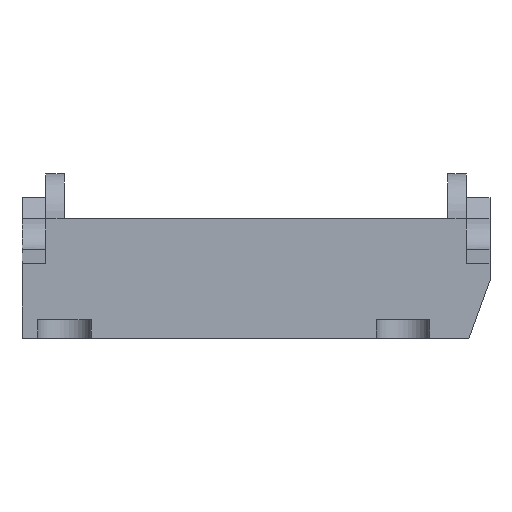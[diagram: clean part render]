
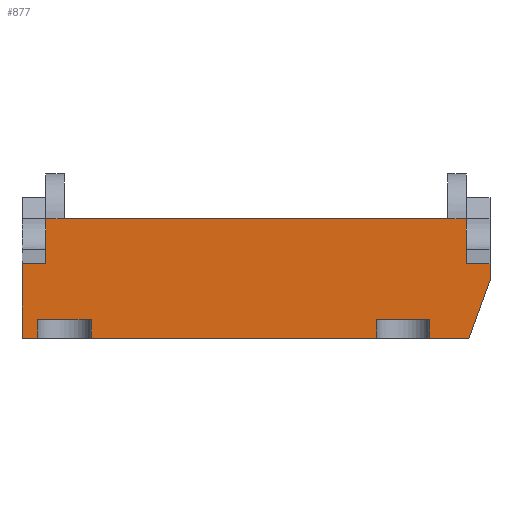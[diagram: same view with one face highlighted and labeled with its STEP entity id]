
A CAD part, left-side view. The second image highlights one B-rep face of the part: STEP entity #877.
In plain terms, the highlighted planar face has unit normal (-1, 0, 0).
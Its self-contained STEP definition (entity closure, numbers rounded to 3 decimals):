
#76=FACE_OUTER_BOUND('',#125,.T.);
#125=EDGE_LOOP('',(#621,#622,#623,#624,#625,#626,#627,#628,#629,#630,#631,
#632,#633,#634,#635,#636,#637,#638,#639));
#171=LINE('',#1277,#266);
#174=LINE('',#1288,#269);
#176=LINE('',#1291,#271);
#180=LINE('',#1305,#275);
#184=LINE('',#1312,#279);
#185=LINE('',#1314,#280);
#186=LINE('',#1317,#281);
#190=LINE('',#1324,#285);
#191=LINE('',#1325,#286);
#192=LINE('',#1332,#287);
#195=LINE('',#1338,#290);
#196=LINE('',#1340,#291);
#197=LINE('',#1342,#292);
#198=LINE('',#1344,#293);
#199=LINE('',#1346,#294);
#200=LINE('',#1348,#295);
#201=LINE('',#1350,#296);
#202=LINE('',#1352,#297);
#203=LINE('',#1353,#298);
#266=VECTOR('',#1016,10.);
#269=VECTOR('',#1027,10.);
#271=VECTOR('',#1031,10.);
#275=VECTOR('',#1043,10.);
#279=VECTOR('',#1049,10.);
#280=VECTOR('',#1052,10.);
#281=VECTOR('',#1055,10.);
#285=VECTOR('',#1059,10.);
#286=VECTOR('',#1060,10.);
#287=VECTOR('',#1067,10.);
#290=VECTOR('',#1072,10.);
#291=VECTOR('',#1073,10.);
#292=VECTOR('',#1074,10.);
#293=VECTOR('',#1075,10.);
#294=VECTOR('',#1076,10.);
#295=VECTOR('',#1077,10.);
#296=VECTOR('',#1078,10.);
#297=VECTOR('',#1079,10.);
#298=VECTOR('',#1080,10.);
#359=VERTEX_POINT('',#1271);
#361=VERTEX_POINT('',#1275);
#364=VERTEX_POINT('',#1285);
#365=VERTEX_POINT('',#1287);
#370=VERTEX_POINT('',#1302);
#371=VERTEX_POINT('',#1304);
#372=VERTEX_POINT('',#1308);
#373=VERTEX_POINT('',#1310);
#374=VERTEX_POINT('',#1316);
#377=VERTEX_POINT('',#1322);
#380=VERTEX_POINT('',#1331);
#382=VERTEX_POINT('',#1337);
#383=VERTEX_POINT('',#1339);
#384=VERTEX_POINT('',#1341);
#385=VERTEX_POINT('',#1343);
#386=VERTEX_POINT('',#1345);
#387=VERTEX_POINT('',#1347);
#388=VERTEX_POINT('',#1349);
#389=VERTEX_POINT('',#1351);
#445=EDGE_CURVE('',#359,#361,#171,.T.);
#450=EDGE_CURVE('',#365,#364,#174,.T.);
#452=EDGE_CURVE('',#361,#365,#176,.T.);
#458=EDGE_CURVE('',#371,#370,#180,.T.);
#462=EDGE_CURVE('',#372,#373,#184,.T.);
#463=EDGE_CURVE('',#373,#371,#185,.T.);
#464=EDGE_CURVE('',#359,#374,#186,.T.);
#468=EDGE_CURVE('',#377,#370,#190,.T.);
#469=EDGE_CURVE('',#372,#364,#191,.T.);
#472=EDGE_CURVE('',#377,#380,#192,.T.);
#475=EDGE_CURVE('',#382,#380,#195,.T.);
#476=EDGE_CURVE('',#383,#382,#196,.T.);
#477=EDGE_CURVE('',#384,#383,#197,.T.);
#478=EDGE_CURVE('',#384,#385,#198,.T.);
#479=EDGE_CURVE('',#386,#385,#199,.T.);
#480=EDGE_CURVE('',#387,#386,#200,.T.);
#481=EDGE_CURVE('',#388,#387,#201,.T.);
#482=EDGE_CURVE('',#388,#389,#202,.T.);
#483=EDGE_CURVE('',#374,#389,#203,.T.);
#621=ORIENTED_EDGE('',*,*,#450,.T.);
#622=ORIENTED_EDGE('',*,*,#469,.F.);
#623=ORIENTED_EDGE('',*,*,#462,.T.);
#624=ORIENTED_EDGE('',*,*,#463,.T.);
#625=ORIENTED_EDGE('',*,*,#458,.T.);
#626=ORIENTED_EDGE('',*,*,#468,.F.);
#627=ORIENTED_EDGE('',*,*,#472,.T.);
#628=ORIENTED_EDGE('',*,*,#475,.F.);
#629=ORIENTED_EDGE('',*,*,#476,.F.);
#630=ORIENTED_EDGE('',*,*,#477,.F.);
#631=ORIENTED_EDGE('',*,*,#478,.T.);
#632=ORIENTED_EDGE('',*,*,#479,.F.);
#633=ORIENTED_EDGE('',*,*,#480,.F.);
#634=ORIENTED_EDGE('',*,*,#481,.F.);
#635=ORIENTED_EDGE('',*,*,#482,.T.);
#636=ORIENTED_EDGE('',*,*,#483,.F.);
#637=ORIENTED_EDGE('',*,*,#464,.F.);
#638=ORIENTED_EDGE('',*,*,#445,.T.);
#639=ORIENTED_EDGE('',*,*,#452,.T.);
#837=PLANE('',#944);
#877=ADVANCED_FACE('',(#76),#837,.F.);
#944=AXIS2_PLACEMENT_3D('',#1336,#1070,#1071);
#1016=DIRECTION('',(0.,0.,1.));
#1027=DIRECTION('',(0.,0.,-1.));
#1031=DIRECTION('',(0.,-1.,0.));
#1043=DIRECTION('',(0.,0.,-1.));
#1049=DIRECTION('',(0.,0.,1.));
#1052=DIRECTION('',(0.,-1.,0.));
#1055=DIRECTION('',(0.,1.,0.));
#1059=DIRECTION('',(0.,1.,0.));
#1060=DIRECTION('',(0.,1.,0.));
#1067=DIRECTION('',(0.,-0.342,0.94));
#1070=DIRECTION('center_axis',(1.,0.,0.));
#1071=DIRECTION('ref_axis',(0.,0.,-1.));
#1072=DIRECTION('',(0.,0.,-1.));
#1073=DIRECTION('',(0.,-1.,0.));
#1074=DIRECTION('',(0.,0.,-1.));
#1075=DIRECTION('',(0.,1.,0.));
#1076=DIRECTION('',(0.,-1.,0.));
#1077=DIRECTION('',(0.,-1.,0.));
#1078=DIRECTION('',(0.,0.,1.));
#1079=DIRECTION('',(0.,1.,0.));
#1080=DIRECTION('',(0.,0.,1.));
#1271=CARTESIAN_POINT('',(7.85,240.7,-211.));
#1275=CARTESIAN_POINT('',(7.85,240.7,-207.));
#1277=CARTESIAN_POINT('',(7.85,240.7,-193.496));
#1285=CARTESIAN_POINT('',(7.85,229.3,-211.));
#1287=CARTESIAN_POINT('',(7.85,229.3,-207.));
#1288=CARTESIAN_POINT('',(7.85,229.3,-193.496));
#1291=CARTESIAN_POINT('',(7.85,189.75,-207.));
#1302=CARTESIAN_POINT('',(7.85,157.3,-211.));
#1304=CARTESIAN_POINT('',(7.85,157.3,-207.));
#1305=CARTESIAN_POINT('',(7.85,157.3,-193.496));
#1308=CARTESIAN_POINT('',(7.85,168.7,-211.));
#1310=CARTESIAN_POINT('',(7.85,168.7,-207.));
#1312=CARTESIAN_POINT('',(7.85,168.7,-193.496));
#1314=CARTESIAN_POINT('',(7.85,153.75,-207.));
#1316=CARTESIAN_POINT('',(7.85,244.,-211.));
#1317=CARTESIAN_POINT('',(7.85,191.75,-211.));
#1322=CARTESIAN_POINT('',(7.85,149.,-211.));
#1324=CARTESIAN_POINT('',(7.85,191.75,-211.));
#1325=CARTESIAN_POINT('',(7.85,191.75,-211.));
#1331=CARTESIAN_POINT('',(7.85,144.5,-198.636));
#1332=CARTESIAN_POINT('',(7.85,140.861,-188.639));
#1336=CARTESIAN_POINT('Origin',(7.85,144.5,-175.992));
#1337=CARTESIAN_POINT('',(7.85,144.5,-195.104));
#1338=CARTESIAN_POINT('',(7.85,144.5,-186.016));
#1339=CARTESIAN_POINT('',(7.85,149.5,-195.104));
#1340=CARTESIAN_POINT('',(7.85,149.5,-195.104));
#1341=CARTESIAN_POINT('',(7.85,149.5,-185.592));
#1342=CARTESIAN_POINT('',(7.85,149.5,-180.792));
#1343=CARTESIAN_POINT('',(7.85,153.5,-185.592));
#1344=CARTESIAN_POINT('',(7.85,149.5,-185.592));
#1345=CARTESIAN_POINT('',(7.85,235.,-185.592));
#1346=CARTESIAN_POINT('',(7.85,189.75,-185.592));
#1347=CARTESIAN_POINT('',(7.85,239.,-185.592));
#1348=CARTESIAN_POINT('',(7.85,239.,-185.592));
#1349=CARTESIAN_POINT('',(7.85,239.,-195.104));
#1350=CARTESIAN_POINT('',(7.85,239.,-180.792));
#1351=CARTESIAN_POINT('',(7.85,244.,-195.104));
#1352=CARTESIAN_POINT('',(7.85,239.,-195.104));
#1353=CARTESIAN_POINT('',(7.85,244.,-186.016));
